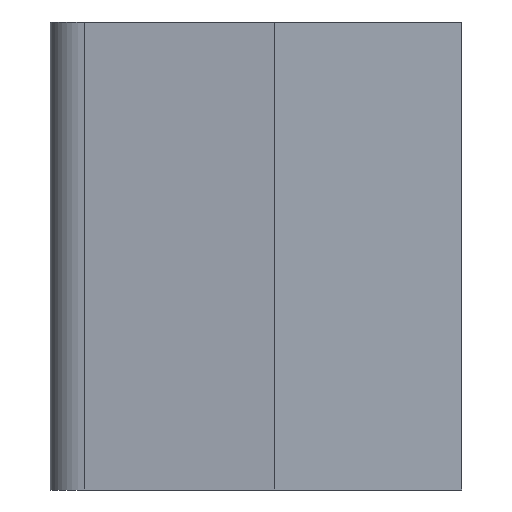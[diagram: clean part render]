
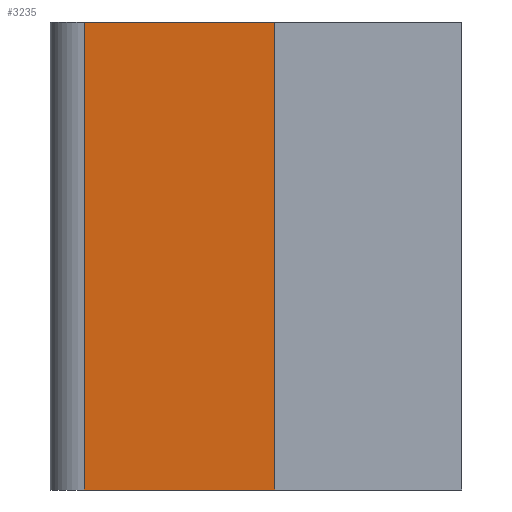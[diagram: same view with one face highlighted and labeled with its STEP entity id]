
A CAD part, left-side view. The second image highlights one B-rep face of the part: STEP entity #3235.
In plain terms, the highlighted planar face has unit normal (-0.997, 0.083, 0).
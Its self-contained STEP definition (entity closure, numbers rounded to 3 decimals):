
#3235 = ADVANCED_FACE ( 'NONE', ( #4288 ), #7115, .T. ) ;
#4288 = FACE_OUTER_BOUND ( 'NONE', #6556, .T. ) ;
#4303 = AXIS2_PLACEMENT_3D ( 'NONE', #7125, #7126, #7127 ) ;
#5142 = VECTOR ( 'NONE', #14147, 1000. ) ;
#5143 = VECTOR ( 'NONE', #14150, 1000. ) ;
#5146 = VECTOR ( 'NONE', #14159, 1000. ) ;
#5150 = VECTOR ( 'NONE', #14171, 1000. ) ;
#5929 = VERTEX_POINT ( 'NONE', #13250 ) ;
#5977 = VERTEX_POINT ( 'NONE', #13298 ) ;
#5990 = VERTEX_POINT ( 'NONE', #13311 ) ;
#6017 = VERTEX_POINT ( 'NONE', #13338 ) ;
#6556 = EDGE_LOOP ( 'NONE', ( #15060, #15066, #15062, #15064 ) ) ;
#7115 = PLANE ( 'NONE',  #4303 ) ;
#7125 = CARTESIAN_POINT ( 'NONE',  ( -0.8, -1.55, 0.625 ) ) ;
#7126 = DIRECTION ( 'NONE',  ( -0.997, 0.083, 0. ) ) ;
#7127 = DIRECTION ( 'NONE',  ( -0.083, -0.997, 0. ) ) ;
#11453 = EDGE_CURVE ( 'NONE', #6017, #5929, #14145, .T. ) ;
#11454 = EDGE_CURVE ( 'NONE', #5977, #6017, #14148, .T. ) ;
#11457 = EDGE_CURVE ( 'NONE', #5977, #5990, #14157, .T. ) ;
#11461 = EDGE_CURVE ( 'NONE', #5990, #5929, #14169, .T. ) ;
#13250 = CARTESIAN_POINT ( 'NONE',  ( -0.608, 0.758, -0.625 ) ) ;
#13298 = CARTESIAN_POINT ( 'NONE',  ( -0.65, 0.25, 0.625 ) ) ;
#13311 = CARTESIAN_POINT ( 'NONE',  ( -0.608, 0.758, 0.625 ) ) ;
#13338 = CARTESIAN_POINT ( 'NONE',  ( -0.65, 0.25, -0.625 ) ) ;
#14145 = LINE ( 'NONE', #14146, #5142 ) ;
#14146 = CARTESIAN_POINT ( 'NONE',  ( -0.8, -1.55, -0.625 ) ) ;
#14147 = DIRECTION ( 'NONE',  ( 0.083, 0.997, 0. ) ) ;
#14148 = LINE ( 'NONE', #14149, #5143 ) ;
#14149 = CARTESIAN_POINT ( 'NONE',  ( -0.65, 0.25, 0.625 ) ) ;
#14150 = DIRECTION ( 'NONE',  ( 0., 0., -1. ) ) ;
#14157 = LINE ( 'NONE', #14158, #5146 ) ;
#14158 = CARTESIAN_POINT ( 'NONE',  ( -0.8, -1.55, 0.625 ) ) ;
#14159 = DIRECTION ( 'NONE',  ( 0.083, 0.997, 0. ) ) ;
#14169 = LINE ( 'NONE', #14170, #5150 ) ;
#14170 = CARTESIAN_POINT ( 'NONE',  ( -0.608, 0.758, 0.625 ) ) ;
#14171 = DIRECTION ( 'NONE',  ( 0., 0., -1. ) ) ;
#15060 = ORIENTED_EDGE ( 'NONE', *, *, #11457, .T. ) ;
#15062 = ORIENTED_EDGE ( 'NONE', *, *, #11453, .F. ) ;
#15064 = ORIENTED_EDGE ( 'NONE', *, *, #11454, .F. ) ;
#15066 = ORIENTED_EDGE ( 'NONE', *, *, #11461, .T. ) ;
